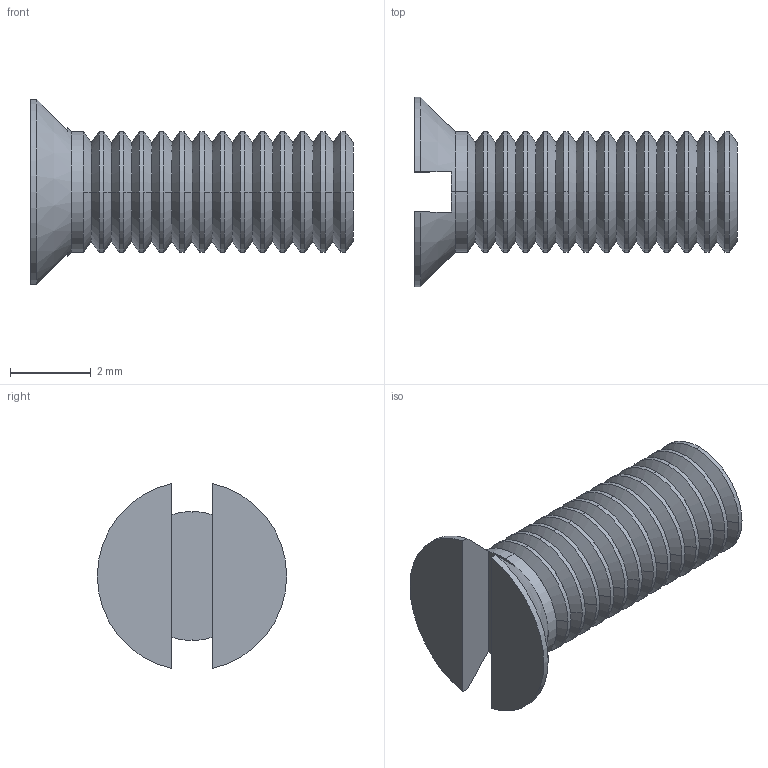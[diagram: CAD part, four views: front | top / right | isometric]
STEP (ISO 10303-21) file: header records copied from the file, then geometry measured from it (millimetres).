
FILE_DESCRIPTION (( 'STEP AP214' ), '1' );
FILE_NAME ('Screw M3 x 8 Countersunk.STEP', '2025-07-06T08:34:18', ( '' ), ( '' ), 'SwSTEP 2.0', 'SolidWorks 2025', '' );
FILE_SCHEMA (( 'AUTOMOTIVE_DESIGN' ));
Length unit declared in the file: millimetre
Products named in the file (1): Screw M3 x 8 Countersunk_B18.6.7M - M3 x 0.5 x 5 Slotted FHMS --5S
Bounding box: 8 x 4.7 x 4.59 mm (x, y, z)
Volume: 51.9 mm3; surface area: 136.9 mm2
Topology: 1 solids, 1 shells, 92 faces, 242 edges, 152 vertices
Faces by surface type: cone 56, cylinder 30, plane 6
Entity records: 2926 total; most frequent: DIRECTION 570, CARTESIAN_POINT 499, ORIENTED_EDGE 484, EDGE_CURVE 242, AXIS2_PLACEMENT_3D 239, VERTEX_POINT 152, CIRCLE 146, FACE_OUTER_BOUND 92
